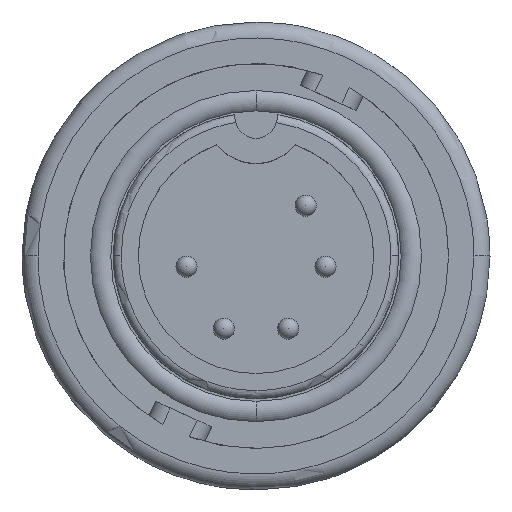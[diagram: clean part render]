
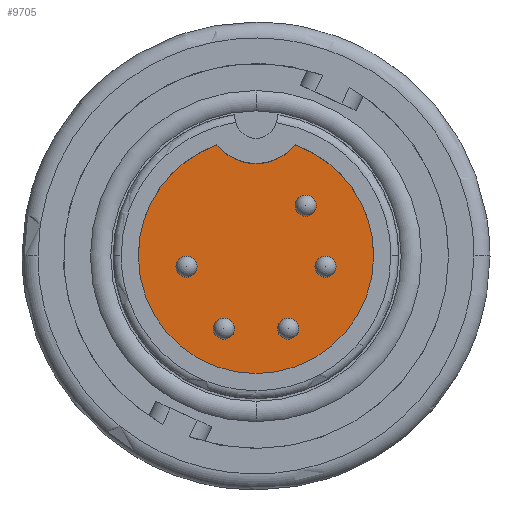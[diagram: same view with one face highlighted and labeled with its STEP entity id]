
A CAD part, top view. The second image highlights one B-rep face of the part: STEP entity #9705.
In plain terms, the highlighted planar face has unit normal (0, 0, 1).
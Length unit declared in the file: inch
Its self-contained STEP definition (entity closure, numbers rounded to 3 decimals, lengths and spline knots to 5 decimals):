
#54 = ORIENTED_EDGE ( 'NONE', *, *, #16089, .T. ) ;
#213 = ORIENTED_EDGE ( 'NONE', *, *, #13640, .T. ) ;
#329 = VERTEX_POINT ( 'NONE', #14326 ) ;
#1117 = DIRECTION ( 'NONE',  ( -1., 0., 0. ) ) ;
#1304 = VERTEX_POINT ( 'NONE', #11251 ) ;
#1392 = PLANE ( 'NONE',  #19735 ) ;
#1400 = CIRCLE ( 'NONE', #8674, 0.22 ) ;
#1437 = FACE_BOUND ( 'NONE', #6136, .T. ) ;
#1584 = CARTESIAN_POINT ( 'NONE',  ( -0.13, -0.02, -0.25 ) ) ;
#1888 = EDGE_CURVE ( 'NONE', #329, #18654, #10027, .T. ) ;
#1896 = VERTEX_POINT ( 'NONE', #6253 ) ;
#1957 = CARTESIAN_POINT ( 'NONE',  ( 0., 0.26676, -0.25 ) ) ;
#1960 = CARTESIAN_POINT ( 'NONE',  ( -0.06, -0.136, -0.25 ) ) ;
#2344 = AXIS2_PLACEMENT_3D ( 'NONE', #5430, #16544, #7021 ) ;
#2381 = ORIENTED_EDGE ( 'NONE', *, *, #3389, .T. ) ;
#2616 = CIRCLE ( 'NONE', #10057, 0.01974 ) ;
#2710 = CARTESIAN_POINT ( 'NONE',  ( -0.13, -0.02, -0.25 ) ) ;
#2808 = CIRCLE ( 'NONE', #4781, 0.01974 ) ;
#2931 = ORIENTED_EDGE ( 'NONE', *, *, #7641, .T. ) ;
#3169 = DIRECTION ( 'NONE',  ( -1., 0., 0. ) ) ;
#3209 = CIRCLE ( 'NONE', #20367, 0.22 ) ;
#3389 = EDGE_CURVE ( 'NONE', #7397, #1304, #2808, .T. ) ;
#3528 = DIRECTION ( 'NONE',  ( 1., 0., 0. ) ) ;
#3531 = DIRECTION ( 'NONE',  ( -1., 0., 0. ) ) ;
#3645 = CARTESIAN_POINT ( 'NONE',  ( -0.06, -0.136, -0.25 ) ) ;
#3921 = CARTESIAN_POINT ( 'NONE',  ( 0.06, -0.136, -0.25 ) ) ;
#4179 = ORIENTED_EDGE ( 'NONE', *, *, #14838, .T. ) ;
#4285 = DIRECTION ( 'NONE',  ( -1., 0., 0. ) ) ;
#4488 = AXIS2_PLACEMENT_3D ( 'NONE', #14649, #5148, #16259 ) ;
#4513 = VERTEX_POINT ( 'NONE', #14062 ) ;
#4523 = EDGE_LOOP ( 'NONE', ( #12142, #13118 ) ) ;
#4656 = EDGE_CURVE ( 'NONE', #1896, #19189, #14439, .T. ) ;
#4767 = CARTESIAN_POINT ( 'NONE',  ( -0.14974, -0.02, -0.25 ) ) ;
#4781 = AXIS2_PLACEMENT_3D ( 'NONE', #1960, #13017, #3531 ) ;
#4862 = EDGE_LOOP ( 'NONE', ( #7857, #20422 ) ) ;
#5101 = CIRCLE ( 'NONE', #4488, 0.22 ) ;
#5148 = DIRECTION ( 'NONE',  ( 0., 0., 1. ) ) ;
#5251 = DIRECTION ( 'NONE',  ( -1., 0., 0. ) ) ;
#5430 = CARTESIAN_POINT ( 'NONE',  ( 0.06, -0.136, -0.25 ) ) ;
#5523 = DIRECTION ( 'NONE',  ( -1., 0., 0. ) ) ;
#5633 = FACE_BOUND ( 'NONE', #18347, .T. ) ;
#5761 = ORIENTED_EDGE ( 'NONE', *, *, #12678, .T. ) ;
#5803 = CARTESIAN_POINT ( 'NONE',  ( -0.11026, -0.02, -0.25 ) ) ;
#5809 = CARTESIAN_POINT ( 'NONE',  ( 0.11274, 0.094, -0.25 ) ) ;
#5823 = CARTESIAN_POINT ( 'NONE',  ( 0., 0., -0.25 ) ) ;
#6020 = CARTESIAN_POINT ( 'NONE',  ( 0.13, -0.02, -0.25 ) ) ;
#6021 = CARTESIAN_POINT ( 'NONE',  ( 0.14974, -0.02, -0.25 ) ) ;
#6136 = EDGE_LOOP ( 'NONE', ( #2931, #2381 ) ) ;
#6145 = FACE_BOUND ( 'NONE', #4523, .T. ) ;
#6168 = CARTESIAN_POINT ( 'NONE',  ( 0., 0.13338, -0.25 ) ) ;
#6253 = CARTESIAN_POINT ( 'NONE',  ( -0.073, 0.20754, -0.25 ) ) ;
#6284 = EDGE_LOOP ( 'NONE', ( #5761, #213 ) ) ;
#6352 = DIRECTION ( 'NONE',  ( 0., 0., 1. ) ) ;
#6689 = CIRCLE ( 'NONE', #14373, 0.01974 ) ;
#7021 = DIRECTION ( 'NONE',  ( -1., 0., 0. ) ) ;
#7317 = CARTESIAN_POINT ( 'NONE',  ( 0.22, 0., -0.25 ) ) ;
#7397 = VERTEX_POINT ( 'NONE', #18871 ) ;
#7413 = DIRECTION ( 'NONE',  ( 1., 0., 0. ) ) ;
#7608 = DIRECTION ( 'NONE',  ( -1., 0., 0. ) ) ;
#7641 = EDGE_CURVE ( 'NONE', #1304, #7397, #6689, .T. ) ;
#7765 = VERTEX_POINT ( 'NONE', #10294 ) ;
#7766 = DIRECTION ( 'NONE',  ( 1., 0., 0. ) ) ;
#7805 = CIRCLE ( 'NONE', #10617, 0.01974 ) ;
#7857 = ORIENTED_EDGE ( 'NONE', *, *, #1888, .T. ) ;
#7985 = EDGE_CURVE ( 'NONE', #1896, #18112, #3209, .T. ) ;
#7992 = CARTESIAN_POINT ( 'NONE',  ( 0.13, -0.02, -0.25 ) ) ;
#8472 = DIRECTION ( 'NONE',  ( 0., 0., -1. ) ) ;
#8674 = AXIS2_PLACEMENT_3D ( 'NONE', #5823, #16942, #7413 ) ;
#9196 = AXIS2_PLACEMENT_3D ( 'NONE', #1584, #12639, #3169 ) ;
#9524 = VERTEX_POINT ( 'NONE', #11963 ) ;
#9591 = DIRECTION ( 'NONE',  ( -1., 0., 0. ) ) ;
#9705 = ADVANCED_FACE ( 'NONE', ( #1437, #5633, #6145, #9880, #17830, #13568 ), #1392, .T. ) ;
#9840 = CIRCLE ( 'NONE', #18417, 0.01974 ) ;
#9880 = FACE_OUTER_BOUND ( 'NONE', #14864, .T. ) ;
#10027 = CIRCLE ( 'NONE', #20577, 0.01974 ) ;
#10057 = AXIS2_PLACEMENT_3D ( 'NONE', #3921, #15014, #5523 ) ;
#10294 = CARTESIAN_POINT ( 'NONE',  ( 0.07974, -0.136, -0.25 ) ) ;
#10586 = DIRECTION ( 'NONE',  ( 0., 0., -1. ) ) ;
#10617 = AXIS2_PLACEMENT_3D ( 'NONE', #20113, #10586, #1117 ) ;
#10815 = VERTEX_POINT ( 'NONE', #4767 ) ;
#11251 = CARTESIAN_POINT ( 'NONE',  ( -0.07974, -0.136, -0.25 ) ) ;
#11540 = CIRCLE ( 'NONE', #13744, 0.01974 ) ;
#11963 = CARTESIAN_POINT ( 'NONE',  ( 0.04026, -0.136, -0.25 ) ) ;
#12131 = EDGE_CURVE ( 'NONE', #16096, #4513, #9840, .T. ) ;
#12142 = ORIENTED_EDGE ( 'NONE', *, *, #16564, .T. ) ;
#12398 = EDGE_CURVE ( 'NONE', #18654, #329, #11540, .T. ) ;
#12608 = ORIENTED_EDGE ( 'NONE', *, *, #12131, .T. ) ;
#12639 = DIRECTION ( 'NONE',  ( 0., 0., -1. ) ) ;
#12678 = EDGE_CURVE ( 'NONE', #9524, #7765, #17540, .T. ) ;
#13014 = DIRECTION ( 'NONE',  ( 0., 0., 1. ) ) ;
#13017 = DIRECTION ( 'NONE',  ( 0., 0., -1. ) ) ;
#13118 = ORIENTED_EDGE ( 'NONE', *, *, #13337, .T. ) ;
#13337 = EDGE_CURVE ( 'NONE', #18520, #10815, #13500, .T. ) ;
#13500 = CIRCLE ( 'NONE', #17915, 0.01974 ) ;
#13568 = FACE_BOUND ( 'NONE', #6284, .T. ) ;
#13640 = EDGE_CURVE ( 'NONE', #7765, #9524, #2616, .T. ) ;
#13730 = CIRCLE ( 'NONE', #9196, 0.01974 ) ;
#13744 = AXIS2_PLACEMENT_3D ( 'NONE', #6020, #17122, #7608 ) ;
#13778 = DIRECTION ( 'NONE',  ( 0., 0., -1. ) ) ;
#14062 = CARTESIAN_POINT ( 'NONE',  ( 0.07326, 0.094, -0.25 ) ) ;
#14243 = CARTESIAN_POINT ( 'NONE',  ( 0.073, 0.20754, -0.25 ) ) ;
#14326 = CARTESIAN_POINT ( 'NONE',  ( 0.11026, -0.02, -0.25 ) ) ;
#14373 = AXIS2_PLACEMENT_3D ( 'NONE', #3645, #14748, #5251 ) ;
#14439 = CIRCLE ( 'NONE', #17428, 0.094 ) ;
#14649 = CARTESIAN_POINT ( 'NONE',  ( 0., 0., -0.25 ) ) ;
#14748 = DIRECTION ( 'NONE',  ( 0., 0., -1. ) ) ;
#14838 = EDGE_CURVE ( 'NONE', #19743, #19189, #5101, .T. ) ;
#14864 = EDGE_LOOP ( 'NONE', ( #18648, #18584, #4179, #19216 ) ) ;
#15014 = DIRECTION ( 'NONE',  ( 0., 0., -1. ) ) ;
#15847 = CARTESIAN_POINT ( 'NONE',  ( 0., 0., -0.25 ) ) ;
#16089 = EDGE_CURVE ( 'NONE', #4513, #16096, #7805, .T. ) ;
#16096 = VERTEX_POINT ( 'NONE', #5809 ) ;
#16259 = DIRECTION ( 'NONE',  ( 1., 0., 0. ) ) ;
#16544 = DIRECTION ( 'NONE',  ( 0., 0., -1. ) ) ;
#16564 = EDGE_CURVE ( 'NONE', #10815, #18520, #13730, .T. ) ;
#16735 = CARTESIAN_POINT ( 'NONE',  ( -0.22, 0., -0.25 ) ) ;
#16942 = DIRECTION ( 'NONE',  ( 0., 0., 1. ) ) ;
#17122 = DIRECTION ( 'NONE',  ( 0., 0., -1. ) ) ;
#17276 = DIRECTION ( 'NONE',  ( 0., 0., 1. ) ) ;
#17428 = AXIS2_PLACEMENT_3D ( 'NONE', #1957, #13014, #3528 ) ;
#17464 = DIRECTION ( 'NONE',  ( 1., 0., 0. ) ) ;
#17540 = CIRCLE ( 'NONE', #2344, 0.01974 ) ;
#17830 = FACE_BOUND ( 'NONE', #4862, .T. ) ;
#17915 = AXIS2_PLACEMENT_3D ( 'NONE', #2710, #13778, #4285 ) ;
#17985 = CARTESIAN_POINT ( 'NONE',  ( 0.093, 0.094, -0.25 ) ) ;
#18112 = VERTEX_POINT ( 'NONE', #16735 ) ;
#18347 = EDGE_LOOP ( 'NONE', ( #54, #12608 ) ) ;
#18417 = AXIS2_PLACEMENT_3D ( 'NONE', #17985, #8472, #19574 ) ;
#18520 = VERTEX_POINT ( 'NONE', #5803 ) ;
#18584 = ORIENTED_EDGE ( 'NONE', *, *, #20133, .T. ) ;
#18648 = ORIENTED_EDGE ( 'NONE', *, *, #7985, .T. ) ;
#18654 = VERTEX_POINT ( 'NONE', #6021 ) ;
#18871 = CARTESIAN_POINT ( 'NONE',  ( -0.04026, -0.136, -0.25 ) ) ;
#19096 = DIRECTION ( 'NONE',  ( 0., 0., -1. ) ) ;
#19189 = VERTEX_POINT ( 'NONE', #14243 ) ;
#19216 = ORIENTED_EDGE ( 'NONE', *, *, #4656, .F. ) ;
#19574 = DIRECTION ( 'NONE',  ( -1., 0., 0. ) ) ;
#19735 = AXIS2_PLACEMENT_3D ( 'NONE', #6168, #17276, #7766 ) ;
#19743 = VERTEX_POINT ( 'NONE', #7317 ) ;
#20113 = CARTESIAN_POINT ( 'NONE',  ( 0.093, 0.094, -0.25 ) ) ;
#20133 = EDGE_CURVE ( 'NONE', #18112, #19743, #1400, .T. ) ;
#20367 = AXIS2_PLACEMENT_3D ( 'NONE', #15847, #6352, #17464 ) ;
#20422 = ORIENTED_EDGE ( 'NONE', *, *, #12398, .T. ) ;
#20577 = AXIS2_PLACEMENT_3D ( 'NONE', #7992, #19096, #9591 ) ;
